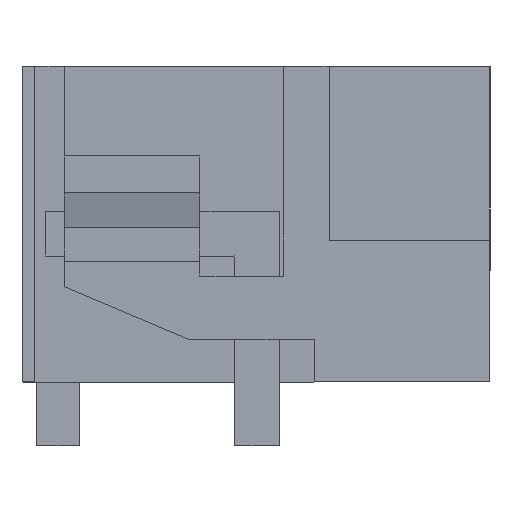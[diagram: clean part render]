
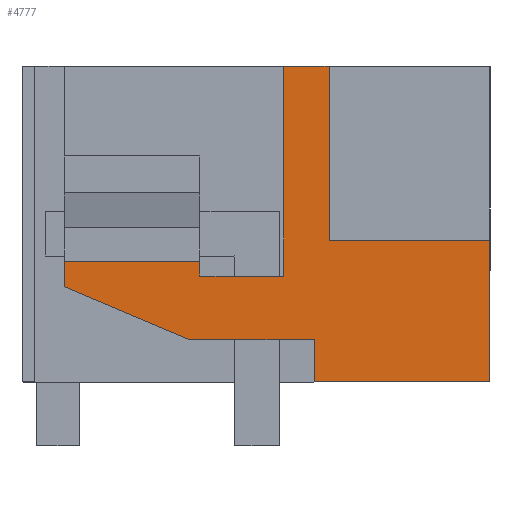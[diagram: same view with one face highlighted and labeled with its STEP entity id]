
A CAD part, left-side view. The second image highlights one B-rep face of the part: STEP entity #4777.
In plain terms, the highlighted planar face has unit normal (-1, 0, 0).
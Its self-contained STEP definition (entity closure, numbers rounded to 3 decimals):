
#4703=AXIS2_PLACEMENT_3D('Plane Axis2P3D',#4700,#4701,#4702) ;
#2353=CARTESIAN_POINT('Vertex',(0.,4.875,8.95)) ;
#2356=CARTESIAN_POINT('Line Origine',(0.,4.338,8.95)) ;
#2360=CARTESIAN_POINT('Vertex',(0.,3.8,8.95)) ;
#2925=CARTESIAN_POINT('Vertex',(0.,0.,1.5)) ;
#2928=CARTESIAN_POINT('Line Origine',(0.,2.075,1.5)) ;
#2932=CARTESIAN_POINT('Vertex',(0.,4.15,1.5)) ;
#4506=CARTESIAN_POINT('Vertex',(0.,10.05,3.75)) ;
#4509=CARTESIAN_POINT('Line Origine',(0.,10.05,4.05)) ;
#4513=CARTESIAN_POINT('Vertex',(0.,10.05,4.35)) ;
#4685=CARTESIAN_POINT('Vertex',(0.,4.875,4.)) ;
#4688=CARTESIAN_POINT('Line Origine',(0.,4.875,6.475)) ;
#4700=CARTESIAN_POINT('Axis2P3D Location',(0.,11.05,-1.7)) ;
#4705=CARTESIAN_POINT('Line Origine',(0.,5.863,4.)) ;
#4709=CARTESIAN_POINT('Vertex',(0.,6.85,4.)) ;
#4712=CARTESIAN_POINT('Line Origine',(0.,6.85,4.175)) ;
#4716=CARTESIAN_POINT('Vertex',(0.,6.85,4.35)) ;
#4719=CARTESIAN_POINT('Line Origine',(0.,8.45,4.35)) ;
#4724=CARTESIAN_POINT('Line Origine',(0.,8.571,3.123)) ;
#4728=CARTESIAN_POINT('Vertex',(0.,7.092,2.497)) ;
#4731=CARTESIAN_POINT('Line Origine',(0.,5.621,2.497)) ;
#4735=CARTESIAN_POINT('Vertex',(0.,4.15,2.497)) ;
#4738=CARTESIAN_POINT('Line Origine',(0.,4.15,1.998)) ;
#4743=CARTESIAN_POINT('Line Origine',(0.,0.,3.175)) ;
#4747=CARTESIAN_POINT('Vertex',(0.,0.,4.85)) ;
#4750=CARTESIAN_POINT('Line Origine',(0.,1.9,4.85)) ;
#4754=CARTESIAN_POINT('Vertex',(0.,3.8,4.85)) ;
#4757=CARTESIAN_POINT('Line Origine',(0.,3.8,6.9)) ;
#2357=DIRECTION('Vector Direction',(0.,-1.,0.)) ;
#2929=DIRECTION('Vector Direction',(0.,1.,0.)) ;
#4510=DIRECTION('Vector Direction',(0.,0.,-1.)) ;
#4689=DIRECTION('Vector Direction',(0.,0.,1.)) ;
#4701=DIRECTION('Axis2P3D Direction',(-1.,0.,0.)) ;
#4702=DIRECTION('Axis2P3D XDirection',(0.,-1.,0.)) ;
#4706=DIRECTION('Vector Direction',(0.,1.,0.)) ;
#4713=DIRECTION('Vector Direction',(0.,0.,1.)) ;
#4720=DIRECTION('Vector Direction',(0.,1.,0.)) ;
#4725=DIRECTION('Vector Direction',(0.,0.921,0.39)) ;
#4732=DIRECTION('Vector Direction',(0.,-1.,0.)) ;
#4739=DIRECTION('Vector Direction',(0.,0.,-1.)) ;
#4744=DIRECTION('Vector Direction',(0.,0.,-1.)) ;
#4751=DIRECTION('Vector Direction',(0.,1.,0.)) ;
#4758=DIRECTION('Vector Direction',(0.,0.,-1.)) ;
#2358=VECTOR('Line Direction',#2357,1.) ;
#2930=VECTOR('Line Direction',#2929,1.) ;
#4511=VECTOR('Line Direction',#4510,1.) ;
#4690=VECTOR('Line Direction',#4689,1.) ;
#4707=VECTOR('Line Direction',#4706,1.) ;
#4714=VECTOR('Line Direction',#4713,1.) ;
#4721=VECTOR('Line Direction',#4720,1.) ;
#4726=VECTOR('Line Direction',#4725,1.) ;
#4733=VECTOR('Line Direction',#4732,1.) ;
#4740=VECTOR('Line Direction',#4739,1.) ;
#4745=VECTOR('Line Direction',#4744,1.) ;
#4752=VECTOR('Line Direction',#4751,1.) ;
#4759=VECTOR('Line Direction',#4758,1.) ;
#4763=ORIENTED_EDGE('',*,*,#2362,.T.) ;
#4764=ORIENTED_EDGE('',*,*,#4692,.T.) ;
#4765=ORIENTED_EDGE('',*,*,#4711,.T.) ;
#4766=ORIENTED_EDGE('',*,*,#4718,.T.) ;
#4767=ORIENTED_EDGE('',*,*,#4723,.T.) ;
#4768=ORIENTED_EDGE('',*,*,#4515,.T.) ;
#4769=ORIENTED_EDGE('',*,*,#4730,.T.) ;
#4770=ORIENTED_EDGE('',*,*,#4737,.T.) ;
#4771=ORIENTED_EDGE('',*,*,#4742,.T.) ;
#4772=ORIENTED_EDGE('',*,*,#2934,.T.) ;
#4773=ORIENTED_EDGE('',*,*,#4749,.T.) ;
#4774=ORIENTED_EDGE('',*,*,#4756,.F.) ;
#4775=ORIENTED_EDGE('',*,*,#4761,.F.) ;
#4777=ADVANCED_FACE('HOUSING',(#4776),#4704,.T.) ;
#2362=EDGE_CURVE('',#2361,#2354,#2359,.F.) ;
#2934=EDGE_CURVE('',#2933,#2926,#2931,.F.) ;
#4515=EDGE_CURVE('',#4514,#4507,#4512,.T.) ;
#4692=EDGE_CURVE('',#2354,#4686,#4691,.F.) ;
#4711=EDGE_CURVE('',#4686,#4710,#4708,.T.) ;
#4718=EDGE_CURVE('',#4710,#4717,#4715,.T.) ;
#4723=EDGE_CURVE('',#4717,#4514,#4722,.T.) ;
#4730=EDGE_CURVE('',#4507,#4729,#4727,.F.) ;
#4737=EDGE_CURVE('',#4729,#4736,#4734,.T.) ;
#4742=EDGE_CURVE('',#4736,#2933,#4741,.T.) ;
#4749=EDGE_CURVE('',#2926,#4748,#4746,.F.) ;
#4756=EDGE_CURVE('',#4755,#4748,#4753,.F.) ;
#4761=EDGE_CURVE('',#2361,#4755,#4760,.T.) ;
#4762=EDGE_LOOP('',(#4763,#4764,#4765,#4766,#4767,#4768,#4769,#4770,#4771,#4772,#4773,#4774,#4775)) ;
#4776=FACE_OUTER_BOUND('',#4762,.T.) ;
#2359=LINE('Line',#2356,#2358) ;
#2931=LINE('Line',#2928,#2930) ;
#4512=LINE('Line',#4509,#4511) ;
#4691=LINE('Line',#4688,#4690) ;
#4708=LINE('Line',#4705,#4707) ;
#4715=LINE('Line',#4712,#4714) ;
#4722=LINE('Line',#4719,#4721) ;
#4727=LINE('Line',#4724,#4726) ;
#4734=LINE('Line',#4731,#4733) ;
#4741=LINE('Line',#4738,#4740) ;
#4746=LINE('Line',#4743,#4745) ;
#4753=LINE('Line',#4750,#4752) ;
#4760=LINE('Line',#4757,#4759) ;
#4704=PLANE('',#4703) ;
#2354=VERTEX_POINT('',#2353) ;
#2361=VERTEX_POINT('',#2360) ;
#2926=VERTEX_POINT('',#2925) ;
#2933=VERTEX_POINT('',#2932) ;
#4507=VERTEX_POINT('',#4506) ;
#4514=VERTEX_POINT('',#4513) ;
#4686=VERTEX_POINT('',#4685) ;
#4710=VERTEX_POINT('',#4709) ;
#4717=VERTEX_POINT('',#4716) ;
#4729=VERTEX_POINT('',#4728) ;
#4736=VERTEX_POINT('',#4735) ;
#4748=VERTEX_POINT('',#4747) ;
#4755=VERTEX_POINT('',#4754) ;
